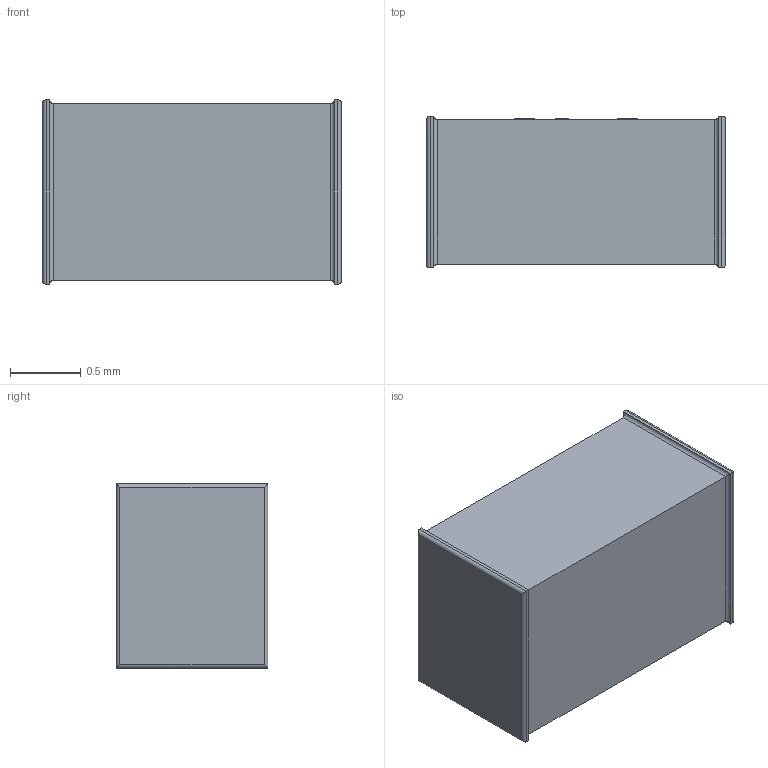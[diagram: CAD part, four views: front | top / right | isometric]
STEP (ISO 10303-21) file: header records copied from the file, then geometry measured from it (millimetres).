
FILE_DESCRIPTION (( 'STEP AP214' ), '1' );
FILE_NAME ('VCUG-TVS Diode- 0805.STEP', '2015-02-13T07:50:40', ( '' ), ( '' ), 'SwSTEP 2.0', 'SolidWorks 2014', '' );
FILE_SCHEMA (( 'AUTOMOTIVE_DESIGN' ));
Length unit declared in the file: inch
Products named in the file (1): VCUG-TVS Diode- 0805
Bounding box: 2.11 x 1.07 x 1.3 mm (x, y, z)
Volume: 2.7 mm3; surface area: 12.5 mm2
Topology: 1 solids, 1 shells, 63 faces, 150 edges, 92 vertices
Faces by surface type: plane 47, cylinder 16
Entity records: 2273 total; most frequent: CARTESIAN_POINT 354, ORIENTED_EDGE 300, DIRECTION 262, EDGE_CURVE 150, LINE 134, VECTOR 134, VERTEX_POINT 92, EDGE_LOOP 66
